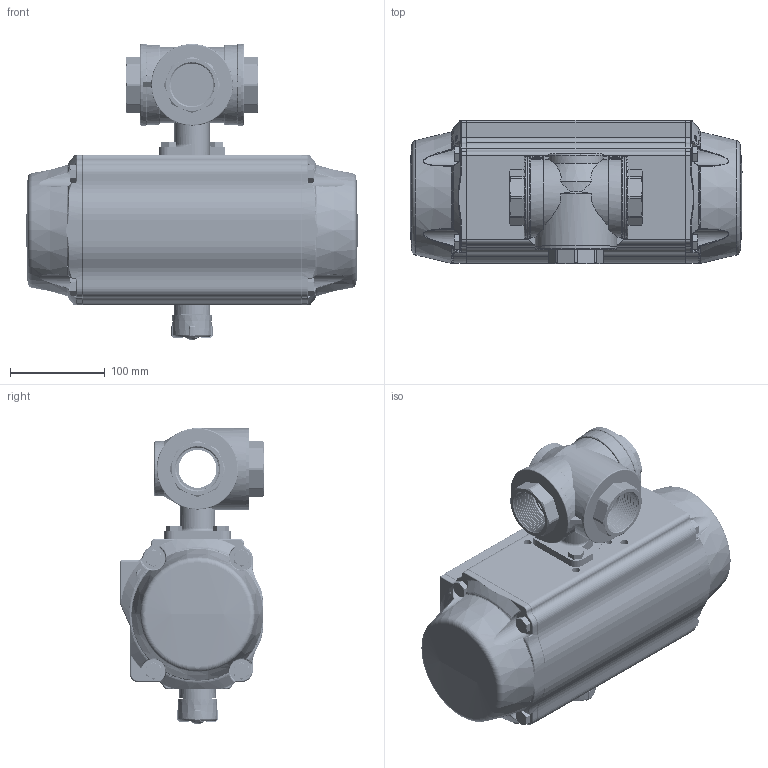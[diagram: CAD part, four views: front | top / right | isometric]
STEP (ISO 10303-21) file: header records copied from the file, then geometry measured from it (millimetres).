
FILE_DESCRIPTION(/* description */ ('Unknown','CAx-IF Rec.Pracs.---Representation and Presentation of Product Manufacturing Information (PMI)---4.0---2014-10-13','CAx-IF Rec.Pracs.---3D Tessellated Geometry---0.4---2014-09-14','2;1'),/* implementation_level */ '2;1');
FILE_NAME(/* name */ 'FR06 0837_0838-08',/* time_stamp */ '2023-10-31T09:43:55+01:00',/* author */ ('Unknown'),/* organization */ ('Unknown'),/* preprocessor_version */ 'ST-DEVELOPER v18.102',/* originating_system */ 'Solid Edge',/* authorisation */ 'Unknown');
FILE_SCHEMA (('AP242_MANAGED_MODEL_BASED_3D_ENGINEERING_MIM_LF { 1 0 10303 442 1 1 4 }'));
Length unit declared in the file: millimetre
Products named in the file (14): FR06 0837_0838-08; 2.330_335.040; 351-08-002; 351-08-005; 351-08-001; M8x20; DW07_FR06_(DW333_FR248); KP-125; ָʾ; 硌尨釱; 硌尨梓尨_酴伎; 指示标示(黄色）_红色; cup head nib bolts with large head gb_GB_FASTENER_BOLT_CHNBW M6X25-N; hexagon head bolts--product grade c gb_GB_FASTENER_BOLT_HHBC M10X45-N
Assembly tree (26 placements, depth 4):
  FR06 0837_0838-08
    2.330_335.040
      351-08-002  x3
      351-08-005
      351-08-001
    M8x20  x3
    DW07_FR06_(DW333_FR248)
      KP-125
      ָʾ
        硌尨釱
        硌尨梓尨_酴伎  x2
        指示标示(黄色）_红色  x2
      cup head nib bolts with large head gb_GB_FASTENER_BOLT_CHNBW M6X25-N
      hexagon head bolts--product grade c gb_GB_FASTENER_BOLT_HHBC M10X45-N  x8
Bounding box: 349.9 x 151.62 x 311.9 mm (x, y, z)
Volume: 6968899.9 mm3; surface area: 427499.6 mm2
Topology: 23 solids, 23 shells, 2243 faces, 5862 edges, 3734 vertices
Faces by surface type: plane 1053, cylinder 490, bspline 342, cone 202, torus 136, sphere 20
Full cylindrical faces by diameter (mm): 3 x16, 3.3 x8, 4.2 x8, 4.66 x1, 5 x1, 6 x1, 6.2 x1, 6.8 x4, 7 x19, 8 x3, 8.5 x13, 9 x3, 10 x8, 11.8 x2, 16.4 x2, 21 x4, 24 x1, 25 x1, 32 x1, 37 x1, 38 x1, 38.5 x1, 40 x4, 44.845 x33, 52 x4, 58 x4, 75 x14, 77 x21, 78 x3, 86 x3
Entity records: 79660 total; most frequent: CARTESIAN_POINT 38498, ORIENTED_EDGE 8864, DIRECTION 7817, EDGE_CURVE 4432, VERTEX_POINT 2951, AXIS2_PLACEMENT_3D 2848, LINE 2121, VECTOR 2121
